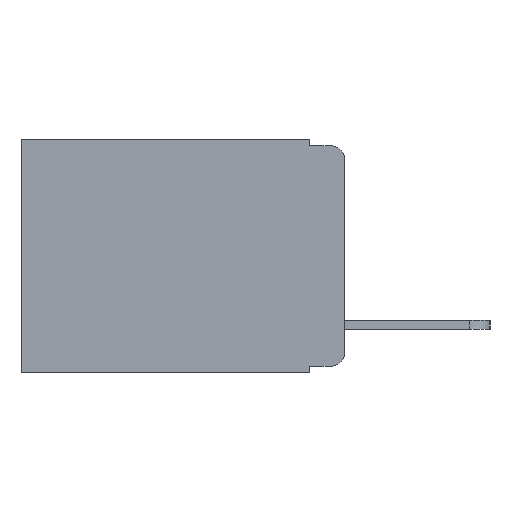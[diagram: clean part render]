
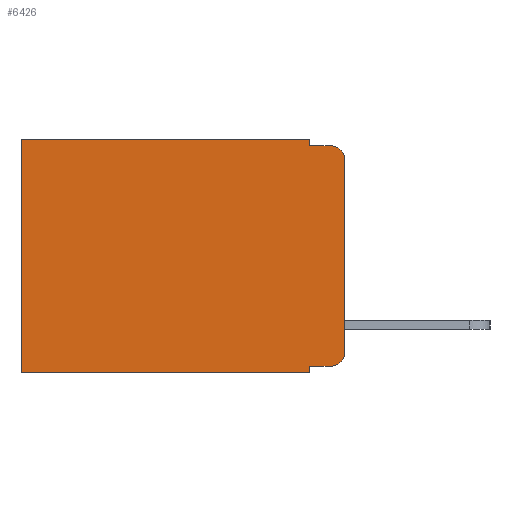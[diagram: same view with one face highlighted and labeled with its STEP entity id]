
A CAD part, left-side view. The second image highlights one B-rep face of the part: STEP entity #6426.
In plain terms, the highlighted planar face has unit normal (-1, 0, 0).
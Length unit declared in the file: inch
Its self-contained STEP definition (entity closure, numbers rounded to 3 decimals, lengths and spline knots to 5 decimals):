
#242 = CARTESIAN_POINT ( 'NONE',  ( 0.298, 0.02, -0.313 ) ) ;
#316 = EDGE_CURVE ( 'NONE', #6566, #2036, #4634, .T. ) ;
#349 = DIRECTION ( 'NONE',  ( -1., 0., 0. ) ) ;
#614 = VECTOR ( 'NONE', #2624, 39.37008 ) ;
#998 = VERTEX_POINT ( 'NONE', #5045 ) ;
#1041 = EDGE_CURVE ( 'NONE', #10641, #2475, #4046, .T. ) ;
#1059 = EDGE_LOOP ( 'NONE', ( #9408, #5866, #8088, #1434, #10910, #9798, #8205, #9352, #10617, #9836 ) ) ;
#1434 = ORIENTED_EDGE ( 'NONE', *, *, #5921, .F. ) ;
#1436 = VERTEX_POINT ( 'NONE', #2127 ) ;
#1534 = DIRECTION ( 'NONE',  ( 0., 1., 0. ) ) ;
#1617 = DIRECTION ( 'NONE',  ( 0., 1., 0. ) ) ;
#1775 = VERTEX_POINT ( 'NONE', #6273 ) ;
#1948 = DIRECTION ( 'NONE',  ( 0., 0., -1. ) ) ;
#2036 = VERTEX_POINT ( 'NONE', #6320 ) ;
#2127 = CARTESIAN_POINT ( 'NONE',  ( 0.298, 0.051, -0.333 ) ) ;
#2349 = CARTESIAN_POINT ( 'NONE',  ( 0.298, 0., 0. ) ) ;
#2438 = EDGE_CURVE ( 'NONE', #1775, #3258, #8152, .T. ) ;
#2475 = VERTEX_POINT ( 'NONE', #4627 ) ;
#2515 = VECTOR ( 'NONE', #1534, 39.37008 ) ;
#2569 = EDGE_CURVE ( 'NONE', #1436, #998, #4454, .T. ) ;
#2624 = DIRECTION ( 'NONE',  ( 0., -1., 0. ) ) ;
#2642 = CARTESIAN_POINT ( 'NONE',  ( 0.298, 0., -0.313 ) ) ;
#2655 = EDGE_CURVE ( 'NONE', #998, #2036, #5764, .T. ) ;
#2823 = VERTEX_POINT ( 'NONE', #4999 ) ;
#2872 = EDGE_CURVE ( 'NONE', #1436, #1775, #3437, .T. ) ;
#2935 = LINE ( 'NONE', #2349, #7655 ) ;
#3047 = VERTEX_POINT ( 'NONE', #4944 ) ;
#3091 = EDGE_CURVE ( 'NONE', #2823, #2475, #6376, .T. ) ;
#3258 = VERTEX_POINT ( 'NONE', #2642 ) ;
#3369 = CARTESIAN_POINT ( 'NONE',  ( 0.298, 0.051, 0. ) ) ;
#3437 = LINE ( 'NONE', #4636, #614 ) ;
#3731 = DIRECTION ( 'NONE',  ( 0., 0., -1. ) ) ;
#3864 = VECTOR ( 'NONE', #11280, 39.37008 ) ;
#4046 = CIRCLE ( 'NONE', #9166, 0.02 ) ;
#4390 = CARTESIAN_POINT ( 'NONE',  ( 0.298, 0.02, -0.03 ) ) ;
#4406 = DIRECTION ( 'NONE',  ( -1., 0., 0. ) ) ;
#4419 = DIRECTION ( 'NONE',  ( 0., 0., -1. ) ) ;
#4454 = LINE ( 'NONE', #3369, #11237 ) ;
#4627 = CARTESIAN_POINT ( 'NONE',  ( 0.298, 0.02, -0.01 ) ) ;
#4634 = LINE ( 'NONE', #9891, #7485 ) ;
#4636 = CARTESIAN_POINT ( 'NONE',  ( 0.298, 0.051, -0.333 ) ) ;
#4944 = CARTESIAN_POINT ( 'NONE',  ( 0.298, 0.051, 0. ) ) ;
#4990 = CARTESIAN_POINT ( 'NONE',  ( 0.298, 0.051, -0.01 ) ) ;
#4999 = CARTESIAN_POINT ( 'NONE',  ( 0.298, 0.051, -0.01 ) ) ;
#5045 = CARTESIAN_POINT ( 'NONE',  ( 0.298, 0.051, -0.343 ) ) ;
#5223 = PLANE ( 'NONE',  #8550 ) ;
#5260 = CARTESIAN_POINT ( 'NONE',  ( 0.298, 0.473, 0. ) ) ;
#5266 = LINE ( 'NONE', #8439, #12159 ) ;
#5467 = VECTOR ( 'NONE', #1617, 39.37008 ) ;
#5522 = DIRECTION ( 'NONE',  ( 0., 0., -1. ) ) ;
#5764 = LINE ( 'NONE', #12203, #5467 ) ;
#5866 = ORIENTED_EDGE ( 'NONE', *, *, #1041, .T. ) ;
#5921 = EDGE_CURVE ( 'NONE', #3047, #2823, #5266, .T. ) ;
#6273 = CARTESIAN_POINT ( 'NONE',  ( 0.298, 0.02, -0.333 ) ) ;
#6320 = CARTESIAN_POINT ( 'NONE',  ( 0.298, 0.473, -0.343 ) ) ;
#6376 = LINE ( 'NONE', #4990, #3864 ) ;
#6426 = ADVANCED_FACE ( 'NONE', ( #9551 ), #5223, .F. ) ;
#6566 = VERTEX_POINT ( 'NONE', #5260 ) ;
#6754 = DIRECTION ( 'NONE',  ( 0., 0., -1. ) ) ;
#6987 = CARTESIAN_POINT ( 'NONE',  ( 0.298, 0., 0. ) ) ;
#7485 = VECTOR ( 'NONE', #3731, 39.37008 ) ;
#7655 = VECTOR ( 'NONE', #1948, 39.37008 ) ;
#7914 = DIRECTION ( 'NONE',  ( 0., 0., -1. ) ) ;
#8088 = ORIENTED_EDGE ( 'NONE', *, *, #3091, .F. ) ;
#8152 = CIRCLE ( 'NONE', #12213, 0.02 ) ;
#8205 = ORIENTED_EDGE ( 'NONE', *, *, #2655, .F. ) ;
#8439 = CARTESIAN_POINT ( 'NONE',  ( 0.298, 0.051, 0. ) ) ;
#8550 = AXIS2_PLACEMENT_3D ( 'NONE', #9513, #10219, #10112 ) ;
#9166 = AXIS2_PLACEMENT_3D ( 'NONE', #4390, #4406, #4419 ) ;
#9352 = ORIENTED_EDGE ( 'NONE', *, *, #2569, .F. ) ;
#9408 = ORIENTED_EDGE ( 'NONE', *, *, #11979, .F. ) ;
#9513 = CARTESIAN_POINT ( 'NONE',  ( 0.298, 0., 0. ) ) ;
#9551 = FACE_OUTER_BOUND ( 'NONE', #1059, .T. ) ;
#9625 = EDGE_CURVE ( 'NONE', #3047, #6566, #12210, .T. ) ;
#9798 = ORIENTED_EDGE ( 'NONE', *, *, #316, .T. ) ;
#9836 = ORIENTED_EDGE ( 'NONE', *, *, #2438, .T. ) ;
#9891 = CARTESIAN_POINT ( 'NONE',  ( 0.298, 0.473, 0. ) ) ;
#9968 = CARTESIAN_POINT ( 'NONE',  ( 0.298, 0., -0.03 ) ) ;
#10112 = DIRECTION ( 'NONE',  ( 0., 0., -1. ) ) ;
#10219 = DIRECTION ( 'NONE',  ( 1., 0., 0. ) ) ;
#10617 = ORIENTED_EDGE ( 'NONE', *, *, #2872, .T. ) ;
#10641 = VERTEX_POINT ( 'NONE', #9968 ) ;
#10910 = ORIENTED_EDGE ( 'NONE', *, *, #9625, .T. ) ;
#11237 = VECTOR ( 'NONE', #5522, 39.37008 ) ;
#11280 = DIRECTION ( 'NONE',  ( 0., -1., 0. ) ) ;
#11979 = EDGE_CURVE ( 'NONE', #10641, #3258, #2935, .T. ) ;
#12159 = VECTOR ( 'NONE', #6754, 39.37008 ) ;
#12203 = CARTESIAN_POINT ( 'NONE',  ( 0.298, 0., -0.343 ) ) ;
#12210 = LINE ( 'NONE', #6987, #2515 ) ;
#12213 = AXIS2_PLACEMENT_3D ( 'NONE', #242, #349, #7914 ) ;
